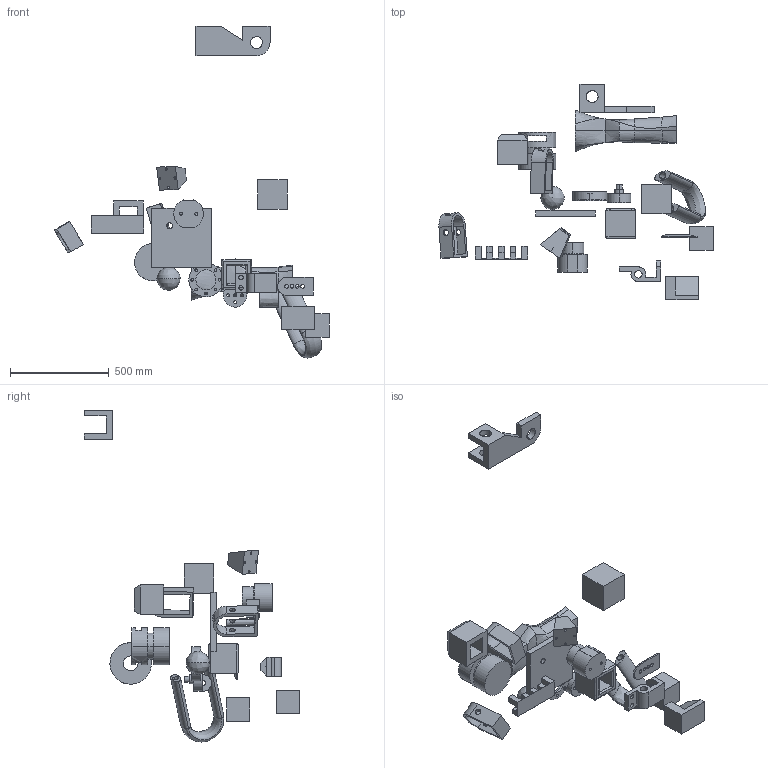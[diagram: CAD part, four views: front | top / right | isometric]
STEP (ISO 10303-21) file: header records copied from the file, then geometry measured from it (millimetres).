
FILE_DESCRIPTION(('FreeCAD Model'),'2;1');
FILE_NAME('Open CASCADE Shape Model','2025-05-07T18:39:26',('FreeCAD'),( 'FreeCAD'),'Open CASCADE STEP processor 7.6','FreeCAD','Unknown');
FILE_SCHEMA(('AUTOMOTIVE_DESIGN { 1 0 10303 214 1 1 1 1 }'));
Length unit declared in the file: millimetre
Products named in the file (1): Open CASCADE STEP translator 7.6 1
Bounding box: 1390.86 x 1091.63 x 1684.03 mm (x, y, z)
Volume: 35200107.3 mm3; surface area: 2973319.8 mm2
Topology: 21 solids, 22 shells, 433 faces, 1085 edges, 705 vertices
Faces by surface type: bspline 433
Entity records: 15970 total; most frequent: CARTESIAN_POINT 9470, ORIENTED_EDGE 2166, EDGE_CURVE 1083, B_SPLINE_CURVE_WITH_KNOTS 710, VERTEX_POINT 705, FACE_BOUND 542, EDGE_LOOP 542, ADVANCED_FACE 433
